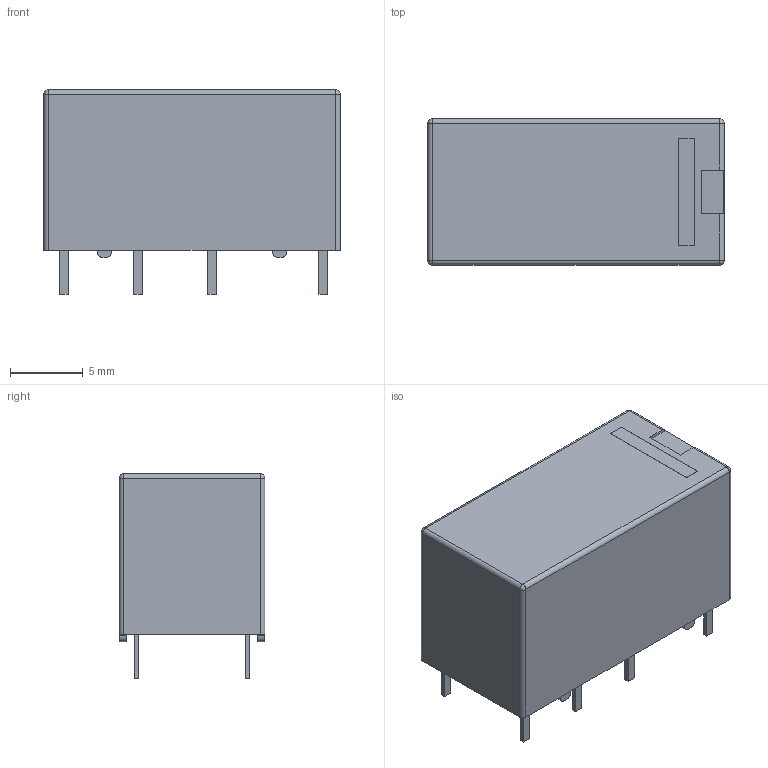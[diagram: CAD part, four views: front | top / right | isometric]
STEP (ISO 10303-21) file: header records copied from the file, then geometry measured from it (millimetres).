
FILE_DESCRIPTION(('FreeCAD Model'),'2;1');
FILE_NAME( 'HRS2H_S.step', '2020-04-13T20:30:30',('kicad StepUp'),('ksu MCAD'), 'Open CASCADE STEP processor 7.3','FreeCAD','Unknown');
FILE_SCHEMA(('AUTOMOTIVE_DESIGN { 1 0 10303 214 1 1 1 1 }'));
Length unit declared in the file: millimetre
Products named in the file (1): HRS2H_S
Bounding box: 20.3 x 10 x 14.01 mm (x, y, z)
Volume: 2149.8 mm3; surface area: 1138.7 mm2
Topology: 1 solids, 1 shells, 107 faces, 260 edges, 160 vertices
Faces by surface type: plane 83, cylinder 20, sphere 4
Entity records: 3795 total; most frequent: CARTESIAN_POINT 524, ORIENTED_EDGE 512, DIRECTION 510, EDGE_CURVE 256, LINE 218, VECTOR 218, VERTEX_POINT 160, AXIS2_PLACEMENT_3D 146
